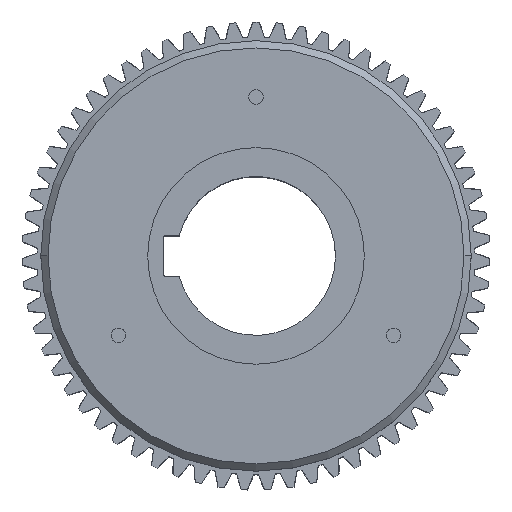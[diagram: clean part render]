
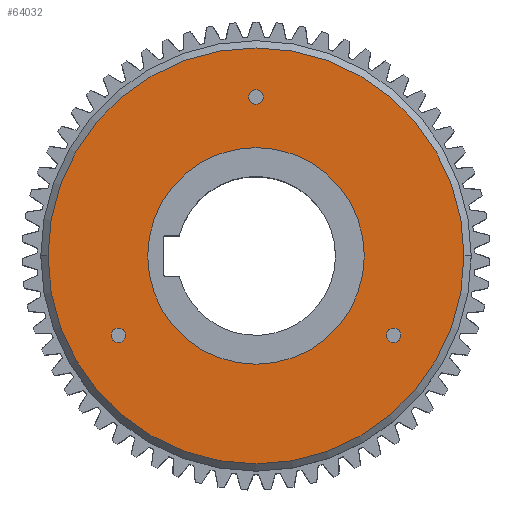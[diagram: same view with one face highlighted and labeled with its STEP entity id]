
A CAD part, top view. The second image highlights one B-rep face of the part: STEP entity #64032.
In plain terms, the highlighted planar face has unit normal (0, 0, 1).
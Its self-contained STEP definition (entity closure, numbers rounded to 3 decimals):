
#50412 = DIRECTION ( 'NONE',  ( 1., 0., 0. ) ) ;
#50414 = DIRECTION ( 'NONE',  ( 0., 0., 1. ) ) ;
#50417 = CARTESIAN_POINT ( 'NONE',  ( 0., 0., -2. ) ) ;
#50419 = AXIS2_PLACEMENT_3D ( 'NONE', #50417, #50414, #50412 ) ;
#50420 = CIRCLE ( 'NONE', #50419, 144. ) ;
#50455 = CARTESIAN_POINT ( 'NONE',  ( -144., 0., -2. ) ) ;
#50459 = CARTESIAN_POINT ( 'NONE',  ( 144., 0., -2. ) ) ;
#63922 = EDGE_CURVE ( 'NONE', #110667, #110658, #123957, .T. ) ;
#63925 = EDGE_CURVE ( 'NONE', #110778, #110772, #123947, .T. ) ;
#63956 = EDGE_LOOP ( 'NONE', ( #63957, #63958 ) ) ;
#63957 = ORIENTED_EDGE ( 'NONE', *, *, #64031, .F. ) ;
#63958 = ORIENTED_EDGE ( 'NONE', *, *, #110723, .F. ) ;
#63959 = EDGE_LOOP ( 'NONE', ( #63960, #63961 ) ) ;
#63960 = ORIENTED_EDGE ( 'NONE', *, *, #63925, .F. ) ;
#63961 = ORIENTED_EDGE ( 'NONE', *, *, #110776, .F. ) ;
#63962 = EDGE_LOOP ( 'NONE', ( #63963, #63964 ) ) ;
#63963 = ORIENTED_EDGE ( 'NONE', *, *, #110674, .F. ) ;
#63964 = ORIENTED_EDGE ( 'NONE', *, *, #63965, .F. ) ;
#63965 = EDGE_CURVE ( 'NONE', #110552, #110549, #124023, .T. ) ;
#63966 = EDGE_LOOP ( 'NONE', ( #63967, #63969 ) ) ;
#63967 = ORIENTED_EDGE ( 'NONE', *, *, #63968, .T. ) ;
#63968 = EDGE_CURVE ( 'NONE', #204621, #204619, #124009, .T. ) ;
#63969 = ORIENTED_EDGE ( 'NONE', *, *, #204473, .T. ) ;
#64031 = EDGE_CURVE ( 'NONE', #110725, #110406, #124347, .T. ) ;
#64032 = ADVANCED_FACE ( 'NONE', ( #124338, #124336, #124334, #124332, #124331 ), #124329, .T. ) ;
#64033 = EDGE_LOOP ( 'NONE', ( #64034, #64035 ) ) ;
#64034 = ORIENTED_EDGE ( 'NONE', *, *, #63922, .F. ) ;
#64035 = ORIENTED_EDGE ( 'NONE', *, *, #110666, .F. ) ;
#110406 = VERTEX_POINT ( 'NONE', #211700 ) ;
#110549 = VERTEX_POINT ( 'NONE', #212297 ) ;
#110552 = VERTEX_POINT ( 'NONE', #212296 ) ;
#110658 = VERTEX_POINT ( 'NONE', #212964 ) ;
#110666 = EDGE_CURVE ( 'NONE', #110658, #110667, #213063, .T. ) ;
#110667 = VERTEX_POINT ( 'NONE', #213058 ) ;
#110674 = EDGE_CURVE ( 'NONE', #110549, #110552, #213051, .T. ) ;
#110723 = EDGE_CURVE ( 'NONE', #110406, #110725, #213191, .T. ) ;
#110725 = VERTEX_POINT ( 'NONE', #213171 ) ;
#110772 = VERTEX_POINT ( 'NONE', #213417 ) ;
#110776 = EDGE_CURVE ( 'NONE', #110772, #110778, #213416, .T. ) ;
#110778 = VERTEX_POINT ( 'NONE', #213411 ) ;
#123940 = DIRECTION ( 'NONE',  ( 1., 0., 0. ) ) ;
#123942 = DIRECTION ( 'NONE',  ( 0., 0., 1. ) ) ;
#123943 = CARTESIAN_POINT ( 'NONE',  ( -95.263, -55., -2. ) ) ;
#123945 = AXIS2_PLACEMENT_3D ( 'NONE', #123943, #123942, #123940 ) ;
#123947 = CIRCLE ( 'NONE', #123945, 5. ) ;
#123950 = DIRECTION ( 'NONE',  ( 1., 0., 0. ) ) ;
#123952 = DIRECTION ( 'NONE',  ( 0., 0., 1. ) ) ;
#123954 = CARTESIAN_POINT ( 'NONE',  ( 0., 110., -2. ) ) ;
#123956 = AXIS2_PLACEMENT_3D ( 'NONE', #123954, #123952, #123950 ) ;
#123957 = CIRCLE ( 'NONE', #123956, 5. ) ;
#124002 = DIRECTION ( 'NONE',  ( 1., 0., 0. ) ) ;
#124004 = DIRECTION ( 'NONE',  ( 0., 0., 1. ) ) ;
#124006 = CARTESIAN_POINT ( 'NONE',  ( 0., 0., -2. ) ) ;
#124007 = AXIS2_PLACEMENT_3D ( 'NONE', #124006, #124004, #124002 ) ;
#124009 = CIRCLE ( 'NONE', #124007, 144. ) ;
#124017 = DIRECTION ( 'NONE',  ( 1., 0., 0. ) ) ;
#124018 = DIRECTION ( 'NONE',  ( 0., 0., 1. ) ) ;
#124020 = CARTESIAN_POINT ( 'NONE',  ( 0., 0., -2. ) ) ;
#124022 = AXIS2_PLACEMENT_3D ( 'NONE', #124020, #124018, #124017 ) ;
#124023 = CIRCLE ( 'NONE', #124022, 75. ) ;
#124318 = DIRECTION ( 'NONE',  ( 1., 0., 0. ) ) ;
#124320 = DIRECTION ( 'NONE',  ( 0., 0., 1. ) ) ;
#124321 = CARTESIAN_POINT ( 'NONE',  ( 0., 0., -2. ) ) ;
#124327 = AXIS2_PLACEMENT_3D ( 'NONE', #124321, #124320, #124318 ) ;
#124329 = PLANE ( 'NONE',  #124327 ) ;
#124331 = FACE_OUTER_BOUND ( 'NONE', #63966, .T. ) ;
#124332 = FACE_BOUND ( 'NONE', #63962, .T. ) ;
#124334 = FACE_BOUND ( 'NONE', #63959, .T. ) ;
#124336 = FACE_BOUND ( 'NONE', #63956, .T. ) ;
#124338 = FACE_BOUND ( 'NONE', #64033, .T. ) ;
#124340 = DIRECTION ( 'NONE',  ( 1., 0., 0. ) ) ;
#124342 = DIRECTION ( 'NONE',  ( 0., 0., 1. ) ) ;
#124344 = CARTESIAN_POINT ( 'NONE',  ( 95.263, -55., -2. ) ) ;
#124345 = AXIS2_PLACEMENT_3D ( 'NONE', #124344, #124342, #124340 ) ;
#124347 = CIRCLE ( 'NONE', #124345, 5. ) ;
#204473 = EDGE_CURVE ( 'NONE', #204619, #204621, #50420, .T. ) ;
#204619 = VERTEX_POINT ( 'NONE', #50459 ) ;
#204621 = VERTEX_POINT ( 'NONE', #50455 ) ;
#211700 = CARTESIAN_POINT ( 'NONE',  ( 90.263, -55., -2. ) ) ;
#212296 = CARTESIAN_POINT ( 'NONE',  ( -75., 0., -2. ) ) ;
#212297 = CARTESIAN_POINT ( 'NONE',  ( 75., 0., -2. ) ) ;
#212964 = CARTESIAN_POINT ( 'NONE',  ( -5., 110., -2. ) ) ;
#213047 = DIRECTION ( 'NONE',  ( 1., 0., 0. ) ) ;
#213048 = DIRECTION ( 'NONE',  ( 0., 0., 1. ) ) ;
#213049 = CARTESIAN_POINT ( 'NONE',  ( 0., 0., -2. ) ) ;
#213050 = AXIS2_PLACEMENT_3D ( 'NONE', #213049, #213048, #213047 ) ;
#213051 = CIRCLE ( 'NONE', #213050, 75. ) ;
#213058 = CARTESIAN_POINT ( 'NONE',  ( 5., 110., -2. ) ) ;
#213059 = DIRECTION ( 'NONE',  ( 1., 0., 0. ) ) ;
#213060 = DIRECTION ( 'NONE',  ( 0., 0., 1. ) ) ;
#213061 = CARTESIAN_POINT ( 'NONE',  ( 0., 110., -2. ) ) ;
#213062 = AXIS2_PLACEMENT_3D ( 'NONE', #213061, #213060, #213059 ) ;
#213063 = CIRCLE ( 'NONE', #213062, 5. ) ;
#213171 = CARTESIAN_POINT ( 'NONE',  ( 100.263, -55., -2. ) ) ;
#213173 = DIRECTION ( 'NONE',  ( 1., 0., 0. ) ) ;
#213175 = DIRECTION ( 'NONE',  ( 0., 0., 1. ) ) ;
#213176 = CARTESIAN_POINT ( 'NONE',  ( 95.263, -55., -2. ) ) ;
#213177 = AXIS2_PLACEMENT_3D ( 'NONE', #213176, #213175, #213173 ) ;
#213191 = CIRCLE ( 'NONE', #213177, 5. ) ;
#213411 = CARTESIAN_POINT ( 'NONE',  ( -90.263, -55., -2. ) ) ;
#213412 = DIRECTION ( 'NONE',  ( 1., 0., 0. ) ) ;
#213413 = DIRECTION ( 'NONE',  ( 0., 0., 1. ) ) ;
#213414 = CARTESIAN_POINT ( 'NONE',  ( -95.263, -55., -2. ) ) ;
#213415 = AXIS2_PLACEMENT_3D ( 'NONE', #213414, #213413, #213412 ) ;
#213416 = CIRCLE ( 'NONE', #213415, 5. ) ;
#213417 = CARTESIAN_POINT ( 'NONE',  ( -100.263, -55., -2. ) ) ;
